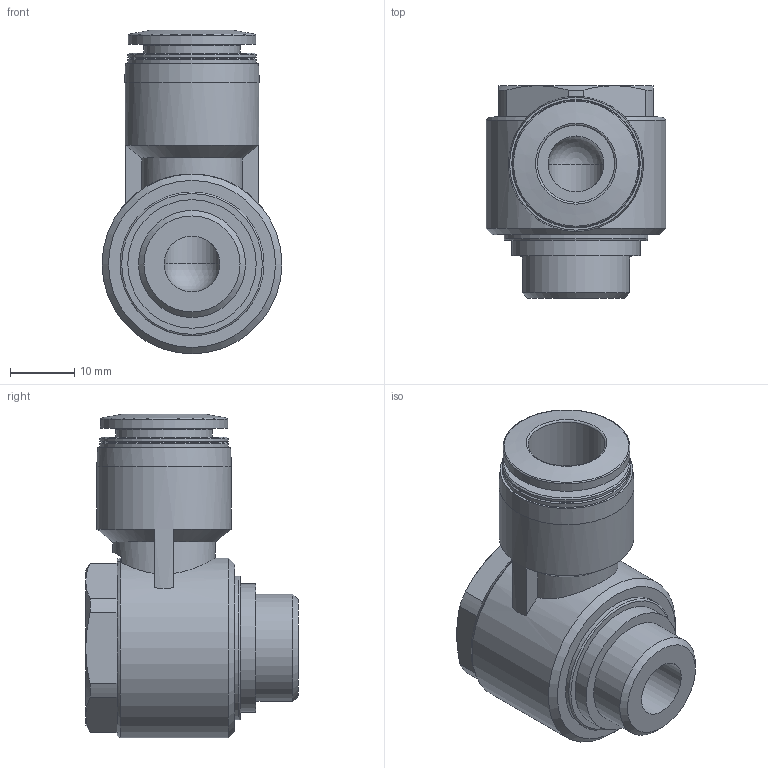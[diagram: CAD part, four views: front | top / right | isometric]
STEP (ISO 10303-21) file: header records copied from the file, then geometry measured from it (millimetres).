
FILE_DESCRIPTION(/* description */ ('STEP AP214'),/* implementation_level */ '2;1');
FILE_NAME(/* name */ '186145_QSLV-G3_8-12',/* time_stamp */ '2024-09-14T11:43:39+02:00',/* author */ ('License CC BY-ND 4.0'),/* organization */ ('CADENAS'),/* preprocessor_version */ 'ST-DEVELOPER v19.3',/* originating_system */ 'PARTsolutions',/* authorisation */ ' ');
FILE_SCHEMA (('AUTOMOTIVE_DESIGN {1 0 10303 214 3 1 1}'));
Length unit declared in the file: millimetre
Products named in the file (1): 186145 QSLV-G3/8-12
Bounding box: 28 x 33.1 x 50.4 mm (x, y, z)
Volume: 18524.2 mm3; surface area: 7271.9 mm2
Topology: 1 solids, 1 shells, 68 faces, 156 edges, 97 vertices
Faces by surface type: cylinder 23, plane 23, cone 17, torus 4, sphere 1
Full cylindrical faces by diameter (mm): 8.7 x2, 12 x1, 15 x1, 16.662 x1, 19.8 x1, 20 x3, 21 x1, 22.4 x1, 28 x1
Entity records: 2303 total; most frequent: CARTESIAN_POINT 379, DIRECTION 306, ORIENTED_EDGE 256, AXIS2_PLACEMENT_3D 135, EDGE_CURVE 128, EDGE_LOOP 101, FACE_BOUND 101, VERTEX_POINT 93
